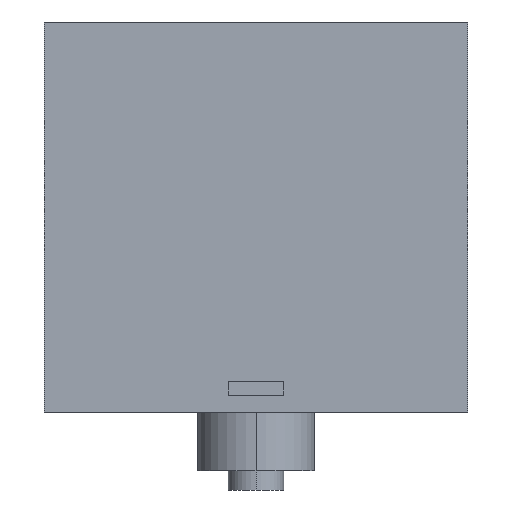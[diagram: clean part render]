
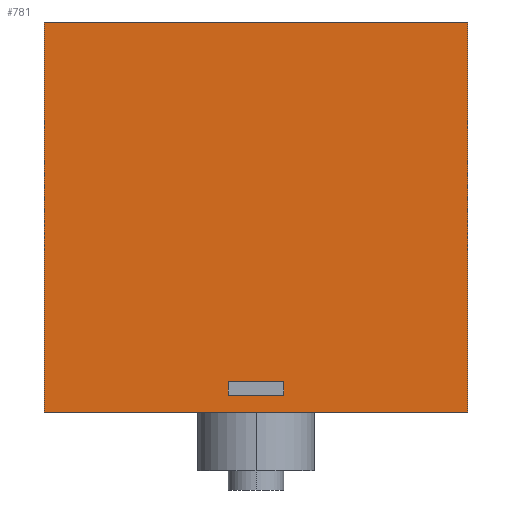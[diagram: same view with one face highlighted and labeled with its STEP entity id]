
A CAD part, left-side view. The second image highlights one B-rep face of the part: STEP entity #781.
In plain terms, the highlighted planar face has unit normal (-1, 0, 0).
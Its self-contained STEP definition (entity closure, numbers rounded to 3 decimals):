
#503=CARTESIAN_POINT('',(0.,5.,5.5));
#504=VERTEX_POINT('',#503);
#511=CARTESIAN_POINT('',(0.,5.,3.));
#512=VERTEX_POINT('',#511);
#513=CARTESIAN_POINT('',(0.,5.,3.));
#514=DIRECTION('',(0.0,0.0,1.0));
#515=VECTOR('',#514,2.5);
#516=LINE('',#513,#515);
#517=EDGE_CURVE('',#512,#504,#516,.T.);
#542=CARTESIAN_POINT('',(0.,-5.,3.));
#543=VERTEX_POINT('',#542);
#544=CARTESIAN_POINT('',(0.,-5.,3.));
#545=DIRECTION('',(0.0,1.0,0.0));
#546=VECTOR('',#545,10.);
#547=LINE('',#544,#546);
#548=EDGE_CURVE('',#543,#512,#547,.T.);
#573=CARTESIAN_POINT('',(0.,-5.,5.5));
#574=VERTEX_POINT('',#573);
#575=CARTESIAN_POINT('',(0.0,-5.,5.5));
#576=DIRECTION('',(0.0,0.0,-1.0));
#577=VECTOR('',#576,2.5);
#578=LINE('',#575,#577);
#579=EDGE_CURVE('',#574,#543,#578,.T.);
#602=CARTESIAN_POINT('',(0.,5.,5.5));
#603=DIRECTION('',(0.0,-1.0,0.0));
#604=VECTOR('',#603,10.);
#605=LINE('',#602,#604);
#606=EDGE_CURVE('',#504,#574,#605,.T.);
#719=CARTESIAN_POINT('',(0.0,-38.0,70.0));
#720=VERTEX_POINT('',#719);
#727=CARTESIAN_POINT('',(0.0,-38.0,0.0));
#728=VERTEX_POINT('',#727);
#729=CARTESIAN_POINT('',(0.0,-38.0,0.0));
#730=DIRECTION('',(0.0,0.0,1.0));
#731=VECTOR('',#730,70.0);
#732=LINE('',#729,#731);
#733=EDGE_CURVE('',#728,#720,#732,.T.);
#745=CARTESIAN_POINT('',(0.0,-38.0,0.0));
#746=DIRECTION('',(-1.0,0.0,0.0));
#747=DIRECTION('',(0.0,0.0,1.0));
#748=AXIS2_PLACEMENT_3D('',#745,#746,#747);
#749=PLANE('',#748);
#750=CARTESIAN_POINT('',(0.,38.,70.0));
#751=VERTEX_POINT('',#750);
#752=CARTESIAN_POINT('',(0.,-38.0,70.0));
#753=DIRECTION('',(0.0,1.0,0.0));
#754=VECTOR('',#753,76.);
#755=LINE('',#752,#754);
#756=EDGE_CURVE('',#720,#751,#755,.T.);
#757=ORIENTED_EDGE('',*,*,#756,.T.);
#758=CARTESIAN_POINT('',(0.,38.,0.0));
#759=VERTEX_POINT('',#758);
#760=CARTESIAN_POINT('',(0.,38.,0.0));
#761=DIRECTION('',(0.0,0.0,1.0));
#762=VECTOR('',#761,70.0);
#763=LINE('',#760,#762);
#764=EDGE_CURVE('',#759,#751,#763,.T.);
#765=ORIENTED_EDGE('',*,*,#764,.F.);
#766=CARTESIAN_POINT('',(0.,38.,0.0));
#767=DIRECTION('',(0.0,-1.0,0.0));
#768=VECTOR('',#767,76.);
#769=LINE('',#766,#768);
#770=EDGE_CURVE('',#759,#728,#769,.T.);
#771=ORIENTED_EDGE('',*,*,#770,.T.);
#772=ORIENTED_EDGE('',*,*,#733,.T.);
#773=EDGE_LOOP('',(#757,#765,#771,#772));
#774=FACE_OUTER_BOUND('',#773,.T.);
#775=ORIENTED_EDGE('',*,*,#517,.T.);
#776=ORIENTED_EDGE('',*,*,#606,.T.);
#777=ORIENTED_EDGE('',*,*,#579,.T.);
#778=ORIENTED_EDGE('',*,*,#548,.T.);
#779=EDGE_LOOP('',(#775,#776,#777,#778));
#780=FACE_BOUND('',#779,.T.);
#781=ADVANCED_FACE('',(#774,#780),#749,.T.);
